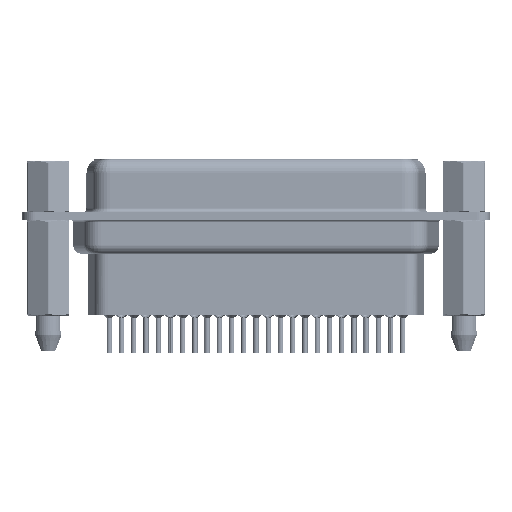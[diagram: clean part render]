
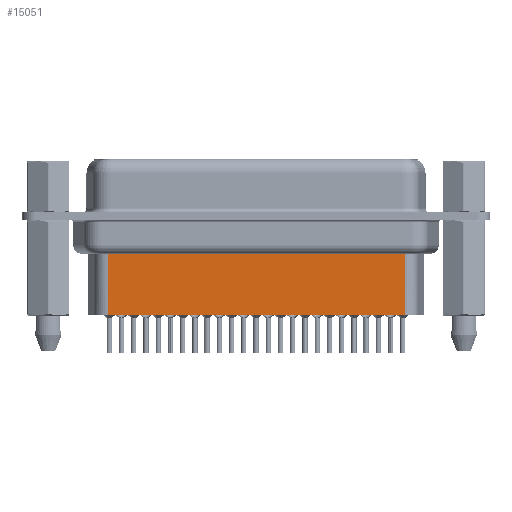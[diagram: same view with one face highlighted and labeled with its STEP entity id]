
A CAD part, front view. The second image highlights one B-rep face of the part: STEP entity #15051.
In plain terms, the highlighted planar face has unit normal (0, -1, 0).
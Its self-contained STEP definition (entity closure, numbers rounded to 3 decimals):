
#1052 = DIRECTION ( 'NONE',  ( 1., 0., 0. ) ) ;
#1234 = DIRECTION ( 'NONE',  ( 0., -1., 0. ) ) ;
#1332 = ORIENTED_EDGE ( 'NONE', *, *, #10235, .T. ) ;
#2327 = CARTESIAN_POINT ( 'NONE',  ( 40.344, -3.5, -11.15 ) ) ;
#2838 = LINE ( 'NONE', #36385, #35195 ) ;
#3057 = VECTOR ( 'NONE', #15855, 1000. ) ;
#7150 = VECTOR ( 'NONE', #11484, 1000. ) ;
#8103 = VERTEX_POINT ( 'NONE', #28929 ) ;
#9080 = LINE ( 'NONE', #20305, #24573 ) ;
#10235 = EDGE_CURVE ( 'NONE', #8103, #12819, #33770, .T. ) ;
#10310 = CARTESIAN_POINT ( 'NONE',  ( 6.706, -3.5, -3.1 ) ) ;
#10678 = LINE ( 'NONE', #10310, #3057 ) ;
#11134 = CARTESIAN_POINT ( 'NONE',  ( 6.706, -3.5, -4.097 ) ) ;
#11484 = DIRECTION ( 'NONE',  ( -1., 0., 0. ) ) ;
#12370 = EDGE_LOOP ( 'NONE', ( #14597, #1332, #29908, #21545 ) ) ;
#12819 = VERTEX_POINT ( 'NONE', #11134 ) ;
#13086 = EDGE_CURVE ( 'NONE', #12819, #30487, #10678, .T. ) ;
#14063 = DIRECTION ( 'NONE',  ( 0., 0., -1. ) ) ;
#14597 = ORIENTED_EDGE ( 'NONE', *, *, #34848, .F. ) ;
#14697 = PLANE ( 'NONE',  #32607 ) ;
#15051 = ADVANCED_FACE ( 'NONE', ( #29237 ), #14697, .T. ) ;
#15855 = DIRECTION ( 'NONE',  ( 0., 0., -1. ) ) ;
#20305 = CARTESIAN_POINT ( 'NONE',  ( 6.706, -3.5, -11.15 ) ) ;
#21545 = ORIENTED_EDGE ( 'NONE', *, *, #34128, .F. ) ;
#22976 = VERTEX_POINT ( 'NONE', #2327 ) ;
#24573 = VECTOR ( 'NONE', #31568, 1000. ) ;
#25105 = CARTESIAN_POINT ( 'NONE',  ( 6.459, -3.5, -4.097 ) ) ;
#28929 = CARTESIAN_POINT ( 'NONE',  ( 40.344, -3.5, -4.097 ) ) ;
#29237 = FACE_OUTER_BOUND ( 'NONE', #12370, .T. ) ;
#29908 = ORIENTED_EDGE ( 'NONE', *, *, #13086, .T. ) ;
#30487 = VERTEX_POINT ( 'NONE', #32292 ) ;
#31568 = DIRECTION ( 'NONE',  ( -1., 0., 0. ) ) ;
#32292 = CARTESIAN_POINT ( 'NONE',  ( 6.706, -3.5, -11.15 ) ) ;
#32607 = AXIS2_PLACEMENT_3D ( 'NONE', #34969, #1234, #1052 ) ;
#33770 = LINE ( 'NONE', #25105, #7150 ) ;
#34128 = EDGE_CURVE ( 'NONE', #22976, #30487, #9080, .T. ) ;
#34848 = EDGE_CURVE ( 'NONE', #8103, #22976, #2838, .T. ) ;
#34969 = CARTESIAN_POINT ( 'NONE',  ( 6.706, -3.5, -3.1 ) ) ;
#35195 = VECTOR ( 'NONE', #14063, 1000. ) ;
#36385 = CARTESIAN_POINT ( 'NONE',  ( 40.344, -3.5, -3.1 ) ) ;
